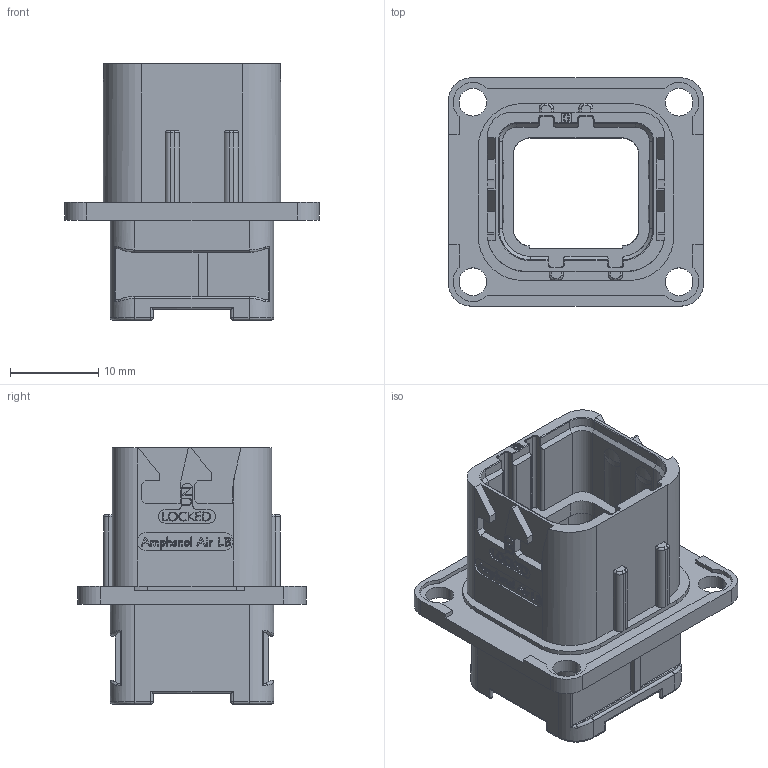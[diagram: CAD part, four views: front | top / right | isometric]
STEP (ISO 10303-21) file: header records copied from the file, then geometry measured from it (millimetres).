
FILE_DESCRIPTION((''),'2;1');
FILE_NAME('SIM2B24G000','2019-09-18T',('presta_be4'),(''),'PRO/ENGINEER BY PARAMETRIC TECHNOLOGY CORPORATION, 2014310','PRO/ENGINEER BY PARAMETRIC TECHNOLOGY CORPORATION, 2014310','');
FILE_SCHEMA(('CONFIG_CONTROL_DESIGN'));
Products named in the file (1): SIM2B24G000
Bounding box: 28.8 x 25.8 x 28.97 mm (x, y, z)
Volume: 4044.7 mm3; surface area: 5075.1 mm2
Topology: 1 solids, 1 shells, 1792 faces, 4946 edges, 3233 vertices
Faces by surface type: plane 903, extrusion 608, cylinder 177, torus 44, bspline 28, sphere 24, cone 8
Entity records: 59755 total; most frequent: CARTESIAN_POINT 16577, ORIENTED_EDGE 9876, DIRECTION 6874, EDGE_CURVE 4938, VECTOR 3788, VERTEX_POINT 3233, LINE 3180, B_SPLINE_CURVE_WITH_KNOTS 1979
